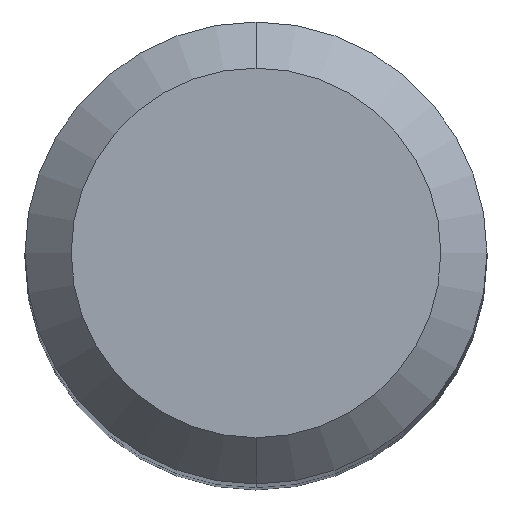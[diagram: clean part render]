
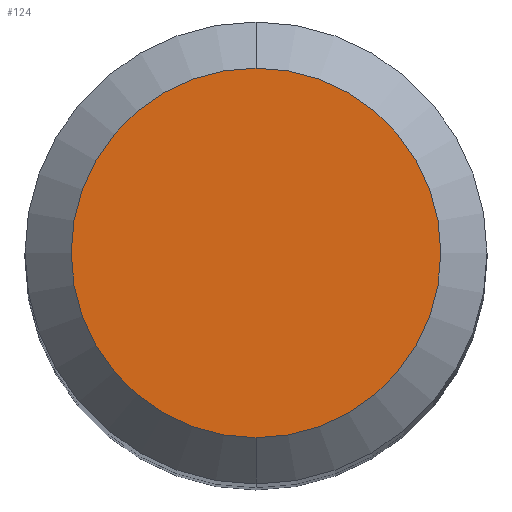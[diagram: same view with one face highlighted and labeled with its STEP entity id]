
A CAD part, top view. The second image highlights one B-rep face of the part: STEP entity #124.
In plain terms, the highlighted planar face has unit normal (0, 0, 1).
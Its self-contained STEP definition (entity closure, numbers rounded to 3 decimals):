
#9 = CARTESIAN_POINT ( 'NONE',  ( 0., 0., 75. ) ) ;
#17 = ORIENTED_EDGE ( 'NONE', *, *, #255, .F. ) ;
#27 = DIRECTION ( 'NONE',  ( 0., 0., -1. ) ) ;
#29 = AXIS2_PLACEMENT_3D ( 'NONE', #92, #201, #249 ) ;
#34 = FACE_OUTER_BOUND ( 'NONE', #191, .T. ) ;
#37 = DIRECTION ( 'NONE',  ( 0., 0., -1. ) ) ;
#57 = CIRCLE ( 'NONE', #117, 4. ) ;
#62 = CARTESIAN_POINT ( 'NONE',  ( 0., 0., 75. ) ) ;
#92 = CARTESIAN_POINT ( 'NONE',  ( 0., 0., 75. ) ) ;
#103 = PLANE ( 'NONE',  #290 ) ;
#117 = AXIS2_PLACEMENT_3D ( 'NONE', #62, #27, #146 ) ;
#124 = ADVANCED_FACE ( 'NONE', ( #34 ), #103, .F. ) ;
#139 = VERTEX_POINT ( 'NONE', #197 ) ;
#146 = DIRECTION ( 'NONE',  ( 0., 1., 0. ) ) ;
#153 = CIRCLE ( 'NONE', #29, 4. ) ;
#167 = VERTEX_POINT ( 'NONE', #279 ) ;
#191 = EDGE_LOOP ( 'NONE', ( #219, #17 ) ) ;
#197 = CARTESIAN_POINT ( 'NONE',  ( 0., 4., 75. ) ) ;
#198 = EDGE_CURVE ( 'NONE', #139, #167, #153, .T. ) ;
#201 = DIRECTION ( 'NONE',  ( 0., 0., -1. ) ) ;
#211 = DIRECTION ( 'NONE',  ( 0., 1., 0. ) ) ;
#219 = ORIENTED_EDGE ( 'NONE', *, *, #198, .F. ) ;
#249 = DIRECTION ( 'NONE',  ( 0., 1., 0. ) ) ;
#255 = EDGE_CURVE ( 'NONE', #167, #139, #57, .T. ) ;
#279 = CARTESIAN_POINT ( 'NONE',  ( 0., -4., 75. ) ) ;
#290 = AXIS2_PLACEMENT_3D ( 'NONE', #9, #37, #211 ) ;
